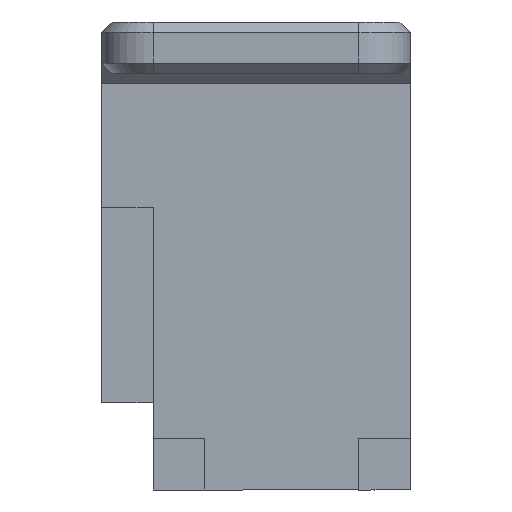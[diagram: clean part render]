
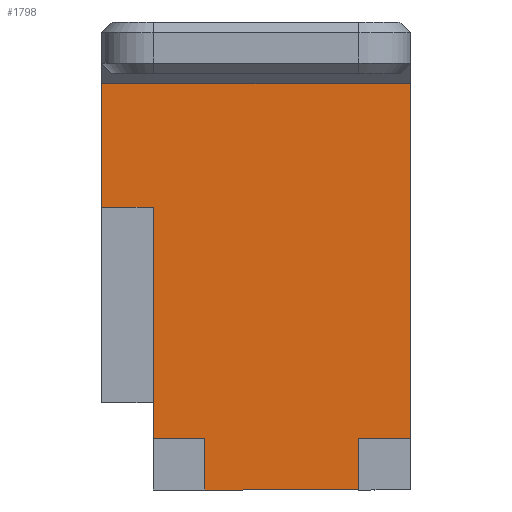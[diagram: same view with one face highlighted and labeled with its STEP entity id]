
A CAD part, left-side view. The second image highlights one B-rep face of the part: STEP entity #1798.
In plain terms, the highlighted planar face has unit normal (-1, 0, 0).
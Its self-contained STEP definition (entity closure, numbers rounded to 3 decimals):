
#38 = ORIENTED_EDGE ( 'NONE', *, *, #1894, .T. ) ;
#89 = ORIENTED_EDGE ( 'NONE', *, *, #1680, .T. ) ;
#106 = EDGE_CURVE ( 'NONE', #722, #1728, #855, .T. ) ;
#107 = LINE ( 'NONE', #524, #1518 ) ;
#115 = CARTESIAN_POINT ( 'NONE',  ( -39.678, 0., 4.247 ) ) ;
#135 = VECTOR ( 'NONE', #1684, 1000. ) ;
#157 = LINE ( 'NONE', #2192, #2320 ) ;
#169 = DIRECTION ( 'NONE',  ( 0., 0., -1. ) ) ;
#176 = ORIENTED_EDGE ( 'NONE', *, *, #1653, .T. ) ;
#212 = VECTOR ( 'NONE', #1318, 1000. ) ;
#228 = DIRECTION ( 'NONE',  ( 0., 0., -1. ) ) ;
#235 = DIRECTION ( 'NONE',  ( 0., 0., -1. ) ) ;
#253 = CARTESIAN_POINT ( 'NONE',  ( -39.678, 25., 7.747 ) ) ;
#265 = ORIENTED_EDGE ( 'NONE', *, *, #936, .T. ) ;
#271 = VERTEX_POINT ( 'NONE', #1779 ) ;
#273 = VECTOR ( 'NONE', #235, 1000. ) ;
#276 = LINE ( 'NONE', #741, #212 ) ;
#290 = DIRECTION ( 'NONE',  ( 0., 0., -1. ) ) ;
#362 = VECTOR ( 'NONE', #1722, 1000. ) ;
#383 = VERTEX_POINT ( 'NONE', #1615 ) ;
#390 = CARTESIAN_POINT ( 'NONE',  ( -39.678, 20., 4.247 ) ) ;
#445 = VERTEX_POINT ( 'NONE', #2372 ) ;
#462 = CARTESIAN_POINT ( 'NONE',  ( -39.678, 25., 17.158 ) ) ;
#463 = VERTEX_POINT ( 'NONE', #1262 ) ;
#492 = ORIENTED_EDGE ( 'NONE', *, *, #1179, .T. ) ;
#508 = CARTESIAN_POINT ( 'NONE',  ( -39.678, 25., 7.747 ) ) ;
#524 = CARTESIAN_POINT ( 'NONE',  ( -39.678, 25., 4.247 ) ) ;
#549 = VECTOR ( 'NONE', #2402, 1000. ) ;
#574 = CARTESIAN_POINT ( 'NONE',  ( -39.678, 25., 26.747 ) ) ;
#585 = PLANE ( 'NONE',  #2364 ) ;
#719 = EDGE_CURVE ( 'NONE', #1611, #383, #1586, .T. ) ;
#722 = VERTEX_POINT ( 'NONE', #907 ) ;
#726 = CARTESIAN_POINT ( 'NONE',  ( -39.678, 25., 26.747 ) ) ;
#740 = ORIENTED_EDGE ( 'NONE', *, *, #106, .T. ) ;
#741 = CARTESIAN_POINT ( 'NONE',  ( -39.678, 25., 26.747 ) ) ;
#785 = CARTESIAN_POINT ( 'NONE',  ( -39.678, 0., 26.747 ) ) ;
#855 = LINE ( 'NONE', #785, #362 ) ;
#860 = DIRECTION ( 'NONE',  ( 0., 0., 1. ) ) ;
#885 = CARTESIAN_POINT ( 'NONE',  ( -39.678, 0., 4.247 ) ) ;
#907 = CARTESIAN_POINT ( 'NONE',  ( -39.678, 30., 26.747 ) ) ;
#923 = CARTESIAN_POINT ( 'NONE',  ( -39.678, 25., 26.747 ) ) ;
#936 = EDGE_CURVE ( 'NONE', #2194, #1611, #107, .T. ) ;
#986 = CARTESIAN_POINT ( 'NONE',  ( -39.678, 30., 0. ) ) ;
#1000 = DIRECTION ( 'NONE',  ( 0., 1., 0. ) ) ;
#1058 = CARTESIAN_POINT ( 'NONE',  ( -39.678, 25., -0.753 ) ) ;
#1094 = CARTESIAN_POINT ( 'NONE',  ( -39.678, 5., -0.753 ) ) ;
#1099 = EDGE_CURVE ( 'NONE', #1847, #2194, #1229, .T. ) ;
#1173 = DIRECTION ( 'NONE',  ( 1., 0., 0. ) ) ;
#1179 = EDGE_CURVE ( 'NONE', #383, #2231, #2298, .T. ) ;
#1197 = LINE ( 'NONE', #1532, #2409 ) ;
#1229 = LINE ( 'NONE', #508, #1288 ) ;
#1249 = LINE ( 'NONE', #726, #1571 ) ;
#1250 = DIRECTION ( 'NONE',  ( 0., -1., 0. ) ) ;
#1262 = CARTESIAN_POINT ( 'NONE',  ( -39.678, 25., 15.836 ) ) ;
#1267 = ORIENTED_EDGE ( 'NONE', *, *, #1099, .T. ) ;
#1281 = VECTOR ( 'NONE', #169, 1000. ) ;
#1288 = VECTOR ( 'NONE', #290, 1000. ) ;
#1318 = DIRECTION ( 'NONE',  ( 0., 0., -1. ) ) ;
#1332 = VERTEX_POINT ( 'NONE', #115 ) ;
#1349 = ORIENTED_EDGE ( 'NONE', *, *, #2343, .T. ) ;
#1518 = VECTOR ( 'NONE', #2226, 1000. ) ;
#1532 = CARTESIAN_POINT ( 'NONE',  ( -39.678, 30., 38.747 ) ) ;
#1541 = EDGE_CURVE ( 'NONE', #1728, #1958, #1610, .T. ) ;
#1546 = ORIENTED_EDGE ( 'NONE', *, *, #719, .T. ) ;
#1571 = VECTOR ( 'NONE', #2046, 1000. ) ;
#1586 = LINE ( 'NONE', #2271, #1616 ) ;
#1604 = LINE ( 'NONE', #2222, #1281 ) ;
#1610 = LINE ( 'NONE', #923, #135 ) ;
#1611 = VERTEX_POINT ( 'NONE', #390 ) ;
#1615 = CARTESIAN_POINT ( 'NONE',  ( -39.678, 20., -0.753 ) ) ;
#1616 = VECTOR ( 'NONE', #2071, 1000. ) ;
#1653 = EDGE_CURVE ( 'NONE', #1765, #271, #1197, .T. ) ;
#1680 = EDGE_CURVE ( 'NONE', #1958, #463, #276, .T. ) ;
#1684 = DIRECTION ( 'NONE',  ( 0., 0., -1. ) ) ;
#1695 = ORIENTED_EDGE ( 'NONE', *, *, #2173, .T. ) ;
#1722 = DIRECTION ( 'NONE',  ( 0., -1., 0. ) ) ;
#1728 = VERTEX_POINT ( 'NONE', #574 ) ;
#1760 = ORIENTED_EDGE ( 'NONE', *, *, #2056, .T. ) ;
#1765 = VERTEX_POINT ( 'NONE', #2252 ) ;
#1779 = CARTESIAN_POINT ( 'NONE',  ( -39.678, 30., 38.747 ) ) ;
#1792 = FACE_OUTER_BOUND ( 'NONE', #1889, .T. ) ;
#1798 = ADVANCED_FACE ( 'NONE', ( #1792 ), #585, .F. ) ;
#1847 = VERTEX_POINT ( 'NONE', #253 ) ;
#1889 = EDGE_LOOP ( 'NONE', ( #1760, #176, #38, #740, #2174, #89, #1349, #1267, #265, #1546, #492, #2263, #1695 ) ) ;
#1894 = EDGE_CURVE ( 'NONE', #271, #722, #2000, .T. ) ;
#1914 = VECTOR ( 'NONE', #1250, 1000. ) ;
#1958 = VERTEX_POINT ( 'NONE', #462 ) ;
#2000 = LINE ( 'NONE', #2129, #273 ) ;
#2046 = DIRECTION ( 'NONE',  ( 0., 0., -1. ) ) ;
#2056 = EDGE_CURVE ( 'NONE', #1332, #1765, #157, .T. ) ;
#2071 = DIRECTION ( 'NONE',  ( 0., 0., -1. ) ) ;
#2129 = CARTESIAN_POINT ( 'NONE',  ( -39.678, 30., 39.747 ) ) ;
#2173 = EDGE_CURVE ( 'NONE', #445, #1332, #2178, .T. ) ;
#2174 = ORIENTED_EDGE ( 'NONE', *, *, #1541, .T. ) ;
#2178 = LINE ( 'NONE', #885, #549 ) ;
#2191 = EDGE_CURVE ( 'NONE', #445, #2231, #1604, .T. ) ;
#2192 = CARTESIAN_POINT ( 'NONE',  ( -39.678, 0., 0. ) ) ;
#2194 = VERTEX_POINT ( 'NONE', #2398 ) ;
#2222 = CARTESIAN_POINT ( 'NONE',  ( -39.678, 5., 4.247 ) ) ;
#2226 = DIRECTION ( 'NONE',  ( 0., -1., 0. ) ) ;
#2231 = VERTEX_POINT ( 'NONE', #1094 ) ;
#2252 = CARTESIAN_POINT ( 'NONE',  ( -39.678, 0., 38.747 ) ) ;
#2263 = ORIENTED_EDGE ( 'NONE', *, *, #2191, .F. ) ;
#2271 = CARTESIAN_POINT ( 'NONE',  ( -39.678, 20., 4.247 ) ) ;
#2298 = LINE ( 'NONE', #1058, #1914 ) ;
#2320 = VECTOR ( 'NONE', #860, 1000. ) ;
#2343 = EDGE_CURVE ( 'NONE', #463, #1847, #1249, .T. ) ;
#2364 = AXIS2_PLACEMENT_3D ( 'NONE', #986, #1173, #228 ) ;
#2372 = CARTESIAN_POINT ( 'NONE',  ( -39.678, 5., 4.247 ) ) ;
#2398 = CARTESIAN_POINT ( 'NONE',  ( -39.678, 25., 4.247 ) ) ;
#2402 = DIRECTION ( 'NONE',  ( 0., -1., 0. ) ) ;
#2409 = VECTOR ( 'NONE', #1000, 1000. ) ;
